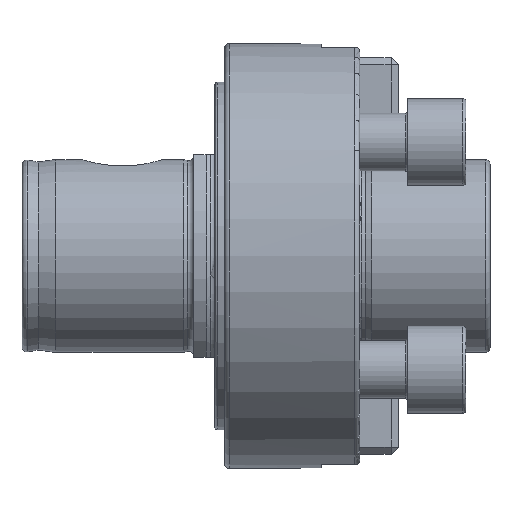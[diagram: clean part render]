
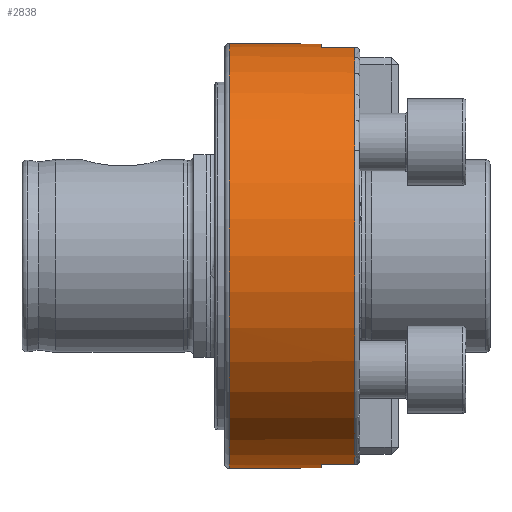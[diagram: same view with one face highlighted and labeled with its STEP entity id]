
A CAD part, top view. The second image highlights one B-rep face of the part: STEP entity #2838.
In plain terms, the highlighted cylindrical face has radius 44 mm (diameter 88 mm), a full revolution.
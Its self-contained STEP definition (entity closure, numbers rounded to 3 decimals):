
#32 = DIRECTION ( 'NONE',  ( -1., 0., 0. ) ) ;
#43 = LINE ( 'NONE', #728, #2913 ) ;
#76 = DIRECTION ( 'NONE',  ( 0., 0., 1. ) ) ;
#194 = CIRCLE ( 'NONE', #838, 44. ) ;
#260 = DIRECTION ( 'NONE',  ( -1., 0., 0. ) ) ;
#329 = DIRECTION ( 'NONE',  ( 0., 0., 1. ) ) ;
#335 = EDGE_CURVE ( 'NONE', #1750, #2311, #194, .T. ) ;
#382 = LINE ( 'NONE', #3803, #2062 ) ;
#402 = CARTESIAN_POINT ( 'NONE',  ( 0., 43.276, -7.95 ) ) ;
#427 = LINE ( 'NONE', #402, #1819 ) ;
#449 = VERTEX_POINT ( 'NONE', #742 ) ;
#525 = LINE ( 'NONE', #2388, #2566 ) ;
#576 = EDGE_CURVE ( 'NONE', #2311, #2461, #43, .T. ) ;
#580 = CIRCLE ( 'NONE', #2066, 44. ) ;
#581 = DIRECTION ( 'NONE',  ( -1., 0., 0. ) ) ;
#607 = ORIENTED_EDGE ( 'NONE', *, *, #645, .T. ) ;
#645 = EDGE_CURVE ( 'NONE', #759, #449, #382, .T. ) ;
#710 = EDGE_CURVE ( 'NONE', #2222, #759, #580, .T. ) ;
#728 = CARTESIAN_POINT ( 'NONE',  ( 0., -43.276, -7.95 ) ) ;
#742 = CARTESIAN_POINT ( 'NONE',  ( 62., 43.276, 7.95 ) ) ;
#759 = VERTEX_POINT ( 'NONE', #1766 ) ;
#838 = AXIS2_PLACEMENT_3D ( 'NONE', #899, #3001, #1810 ) ;
#893 = EDGE_CURVE ( 'NONE', #3022, #3022, #974, .T. ) ;
#899 = CARTESIAN_POINT ( 'NONE',  ( 62., 0., 0. ) ) ;
#956 = CIRCLE ( 'NONE', #1748, 44. ) ;
#974 = CIRCLE ( 'NONE', #3242, 44. ) ;
#993 = ORIENTED_EDGE ( 'NONE', *, *, #893, .F. ) ;
#1074 = CARTESIAN_POINT ( 'NONE',  ( 69., 43.276, -7.95 ) ) ;
#1129 = DIRECTION ( 'NONE',  ( -1., 0., 0. ) ) ;
#1179 = EDGE_CURVE ( 'NONE', #1432, #3154, #427, .T. ) ;
#1214 = DIRECTION ( 'NONE',  ( 0., 0., 1. ) ) ;
#1317 = CARTESIAN_POINT ( 'NONE',  ( 43., 0., 44. ) ) ;
#1432 = VERTEX_POINT ( 'NONE', #2990 ) ;
#1475 = EDGE_CURVE ( 'NONE', #3154, #2461, #3923, .T. ) ;
#1584 = ORIENTED_EDGE ( 'NONE', *, *, #576, .F. ) ;
#1639 = DIRECTION ( 'NONE',  ( 1., 0., 0. ) ) ;
#1643 = CARTESIAN_POINT ( 'NONE',  ( 69., -43.276, 7.95 ) ) ;
#1667 = CARTESIAN_POINT ( 'NONE',  ( 62., 0., 0. ) ) ;
#1721 = CARTESIAN_POINT ( 'NONE',  ( 62., -43.276, 7.95 ) ) ;
#1724 = AXIS2_PLACEMENT_3D ( 'NONE', #2764, #32, #76 ) ;
#1745 = ORIENTED_EDGE ( 'NONE', *, *, #335, .F. ) ;
#1748 = AXIS2_PLACEMENT_3D ( 'NONE', #1667, #2867, #3156 ) ;
#1750 = VERTEX_POINT ( 'NONE', #1721 ) ;
#1766 = CARTESIAN_POINT ( 'NONE',  ( 69., 43.276, 7.95 ) ) ;
#1782 = DIRECTION ( 'NONE',  ( -1., 0., 0. ) ) ;
#1810 = DIRECTION ( 'NONE',  ( 0., 0., -1. ) ) ;
#1819 = VECTOR ( 'NONE', #1639, 1000. ) ;
#1836 = AXIS2_PLACEMENT_3D ( 'NONE', #3055, #2775, #329 ) ;
#1955 = EDGE_CURVE ( 'NONE', #2222, #1750, #525, .T. ) ;
#1960 = CARTESIAN_POINT ( 'NONE',  ( 62., -43.276, -7.95 ) ) ;
#2043 = FACE_OUTER_BOUND ( 'NONE', #3545, .T. ) ;
#2062 = VECTOR ( 'NONE', #1129, 1000. ) ;
#2066 = AXIS2_PLACEMENT_3D ( 'NONE', #2995, #1782, #3900 ) ;
#2222 = VERTEX_POINT ( 'NONE', #1643 ) ;
#2311 = VERTEX_POINT ( 'NONE', #1960 ) ;
#2388 = CARTESIAN_POINT ( 'NONE',  ( 0., -43.276, 7.95 ) ) ;
#2403 = CARTESIAN_POINT ( 'NONE',  ( 43., 0., 0. ) ) ;
#2449 = ORIENTED_EDGE ( 'NONE', *, *, #1955, .F. ) ;
#2461 = VERTEX_POINT ( 'NONE', #3226 ) ;
#2566 = VECTOR ( 'NONE', #581, 1000. ) ;
#2658 = ORIENTED_EDGE ( 'NONE', *, *, #710, .T. ) ;
#2764 = CARTESIAN_POINT ( 'NONE',  ( 0., 0., 0. ) ) ;
#2771 = ORIENTED_EDGE ( 'NONE', *, *, #1179, .T. ) ;
#2772 = EDGE_LOOP ( 'NONE', ( #2449, #2658, #607, #2814, #2771, #3529, #1584, #1745 ) ) ;
#2775 = DIRECTION ( 'NONE',  ( -1., 0., 0. ) ) ;
#2814 = ORIENTED_EDGE ( 'NONE', *, *, #2944, .F. ) ;
#2837 = CYLINDRICAL_SURFACE ( 'NONE', #1724, 44. ) ;
#2838 = ADVANCED_FACE ( 'NONE', ( #2043, #3571 ), #2837, .T. ) ;
#2867 = DIRECTION ( 'NONE',  ( 1., 0., 0. ) ) ;
#2913 = VECTOR ( 'NONE', #3150, 1000. ) ;
#2944 = EDGE_CURVE ( 'NONE', #1432, #449, #956, .T. ) ;
#2990 = CARTESIAN_POINT ( 'NONE',  ( 62., 43.276, -7.95 ) ) ;
#2995 = CARTESIAN_POINT ( 'NONE',  ( 69., 0., 0. ) ) ;
#3001 = DIRECTION ( 'NONE',  ( 1., 0., 0. ) ) ;
#3022 = VERTEX_POINT ( 'NONE', #1317 ) ;
#3055 = CARTESIAN_POINT ( 'NONE',  ( 69., 0., 0. ) ) ;
#3150 = DIRECTION ( 'NONE',  ( 1., 0., 0. ) ) ;
#3154 = VERTEX_POINT ( 'NONE', #1074 ) ;
#3156 = DIRECTION ( 'NONE',  ( 0., 0., -1. ) ) ;
#3226 = CARTESIAN_POINT ( 'NONE',  ( 69., -43.276, -7.95 ) ) ;
#3242 = AXIS2_PLACEMENT_3D ( 'NONE', #2403, #260, #1214 ) ;
#3529 = ORIENTED_EDGE ( 'NONE', *, *, #1475, .T. ) ;
#3545 = EDGE_LOOP ( 'NONE', ( #993 ) ) ;
#3571 = FACE_OUTER_BOUND ( 'NONE', #2772, .T. ) ;
#3803 = CARTESIAN_POINT ( 'NONE',  ( 0., 43.276, 7.95 ) ) ;
#3900 = DIRECTION ( 'NONE',  ( 0., 0., 1. ) ) ;
#3923 = CIRCLE ( 'NONE', #1836, 44. ) ;
